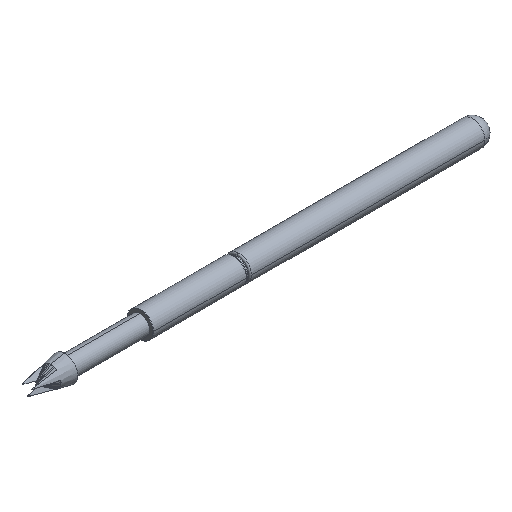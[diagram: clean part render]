
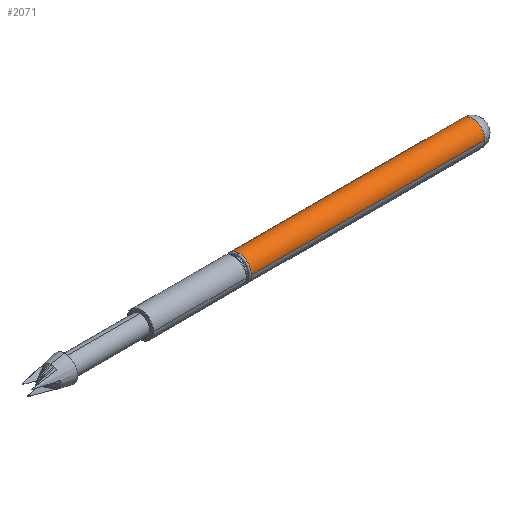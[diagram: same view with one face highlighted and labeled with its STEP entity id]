
A CAD part, isometric view. The second image highlights one B-rep face of the part: STEP entity #2071.
In plain terms, the highlighted cylindrical face has radius 0.683 mm (diameter 1.367 mm), a partial arc.
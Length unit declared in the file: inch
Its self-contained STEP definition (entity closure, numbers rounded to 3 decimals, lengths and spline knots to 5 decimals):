
#108 = AXIS2_PLACEMENT_3D ( 'NONE', #2583, #2575, #2571 ) ;
#152 = CARTESIAN_POINT ( 'NONE',  ( 0.70673, -0.0269, 0. ) ) ;
#186 = DIRECTION ( 'NONE',  ( -1., 0., 0. ) ) ;
#228 = CARTESIAN_POINT ( 'NONE',  ( 0.21008, 0., 0. ) ) ;
#229 = DIRECTION ( 'NONE',  ( -1., 0., 0. ) ) ;
#233 = DIRECTION ( 'NONE',  ( 0., 0., 1. ) ) ;
#308 = CARTESIAN_POINT ( 'NONE',  ( 0., -0.0269, 0. ) ) ;
#333 = CARTESIAN_POINT ( 'NONE',  ( 0., 0.0269, 0. ) ) ;
#438 = DIRECTION ( 'NONE',  ( -1., 0., 0. ) ) ;
#465 = AXIS2_PLACEMENT_3D ( 'NONE', #1722, #1682, #1780 ) ;
#512 = VERTEX_POINT ( 'NONE', #2691 ) ;
#530 = FACE_OUTER_BOUND ( 'NONE', #1551, .T. ) ;
#544 = CARTESIAN_POINT ( 'NONE',  ( 0.21008, -0.0269, 0. ) ) ;
#622 = CIRCLE ( 'NONE', #994, 0.0269 ) ;
#744 = CYLINDRICAL_SURFACE ( 'NONE', #465, 0.0269 ) ;
#747 = AXIS2_PLACEMENT_3D ( 'NONE', #1728, #1759, #1849 ) ;
#759 = ORIENTED_EDGE ( 'NONE', *, *, #1104, .F. ) ;
#841 = CARTESIAN_POINT ( 'NONE',  ( 0.21008, 0.0269, 0. ) ) ;
#994 = AXIS2_PLACEMENT_3D ( 'NONE', #228, #229, #233 ) ;
#1102 = EDGE_CURVE ( 'NONE', #1133, #2756, #1484, .T. ) ;
#1104 = EDGE_CURVE ( 'NONE', #2756, #512, #622, .T. ) ;
#1133 = VERTEX_POINT ( 'NONE', #152 ) ;
#1164 = ORIENTED_EDGE ( 'NONE', *, *, #1102, .F. ) ;
#1180 = EDGE_CURVE ( 'NONE', #1929, #1768, #1469, .T. ) ;
#1194 = ORIENTED_EDGE ( 'NONE', *, *, #1180, .T. ) ;
#1264 = EDGE_CURVE ( 'NONE', #1133, #1929, #1777, .T. ) ;
#1270 = CARTESIAN_POINT ( 'NONE',  ( 0.70673, 0.0269, 0. ) ) ;
#1308 = CIRCLE ( 'NONE', #108, 0.0269 ) ;
#1380 = EDGE_CURVE ( 'NONE', #512, #1768, #1308, .T. ) ;
#1469 = LINE ( 'NONE', #333, #1770 ) ;
#1484 = LINE ( 'NONE', #308, #1845 ) ;
#1546 = ORIENTED_EDGE ( 'NONE', *, *, #1380, .F. ) ;
#1551 = EDGE_LOOP ( 'NONE', ( #2721, #1194, #1546, #759, #1164 ) ) ;
#1682 = DIRECTION ( 'NONE',  ( -1., 0., 0. ) ) ;
#1722 = CARTESIAN_POINT ( 'NONE',  ( 0., 0., 0. ) ) ;
#1728 = CARTESIAN_POINT ( 'NONE',  ( 0.70673, 0., 0. ) ) ;
#1759 = DIRECTION ( 'NONE',  ( -1., 0., 0. ) ) ;
#1768 = VERTEX_POINT ( 'NONE', #841 ) ;
#1770 = VECTOR ( 'NONE', #438, 39.37008 ) ;
#1777 = CIRCLE ( 'NONE', #747, 0.0269 ) ;
#1780 = DIRECTION ( 'NONE',  ( 0., -1., 0. ) ) ;
#1845 = VECTOR ( 'NONE', #186, 39.37008 ) ;
#1849 = DIRECTION ( 'NONE',  ( 0., -1., 0. ) ) ;
#1929 = VERTEX_POINT ( 'NONE', #1270 ) ;
#2071 = ADVANCED_FACE ( 'NONE', ( #530 ), #744, .T. ) ;
#2571 = DIRECTION ( 'NONE',  ( 0., 0., 1. ) ) ;
#2575 = DIRECTION ( 'NONE',  ( -1., 0., 0. ) ) ;
#2583 = CARTESIAN_POINT ( 'NONE',  ( 0.21008, 0., 0. ) ) ;
#2691 = CARTESIAN_POINT ( 'NONE',  ( 0.21008, 0., 0.0269 ) ) ;
#2721 = ORIENTED_EDGE ( 'NONE', *, *, #1264, .T. ) ;
#2756 = VERTEX_POINT ( 'NONE', #544 ) ;
